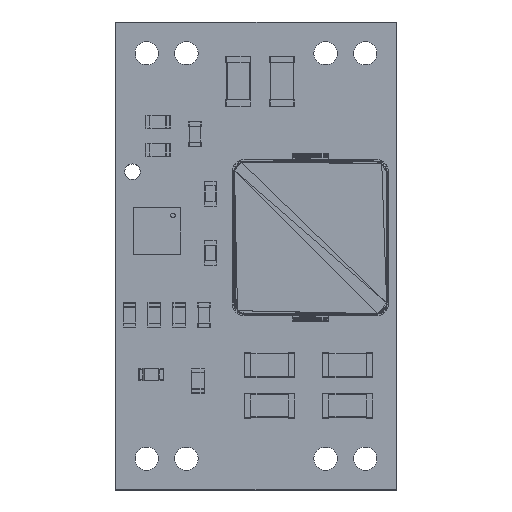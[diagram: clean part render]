
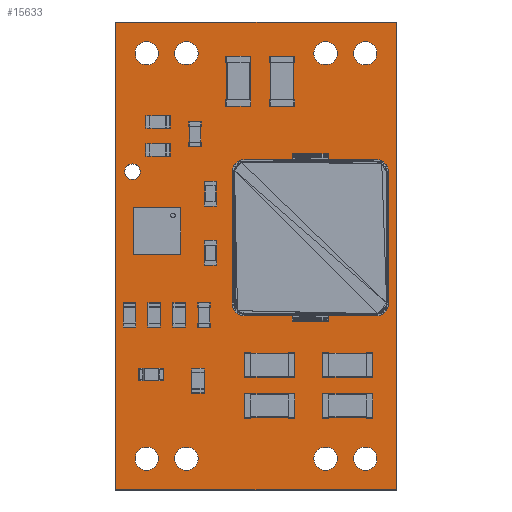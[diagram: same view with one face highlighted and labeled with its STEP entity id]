
A CAD part, top view. The second image highlights one B-rep face of the part: STEP entity #15633.
In plain terms, the highlighted planar face has unit normal (0, 0, 1).
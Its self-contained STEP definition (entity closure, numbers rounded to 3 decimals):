
#157=FACE_BOUND('',#2682,.T.);
#158=FACE_BOUND('',#2683,.T.);
#159=FACE_BOUND('',#2684,.T.);
#160=FACE_BOUND('',#2685,.T.);
#161=FACE_BOUND('',#2686,.T.);
#162=FACE_BOUND('',#2687,.T.);
#163=FACE_BOUND('',#2688,.T.);
#164=FACE_BOUND('',#2689,.T.);
#165=FACE_BOUND('',#2690,.T.);
#257=CIRCLE('',#16963,0.75);
#258=CIRCLE('',#16964,0.75);
#259=CIRCLE('',#16965,0.75);
#260=CIRCLE('',#16966,0.75);
#261=CIRCLE('',#16967,0.75);
#262=CIRCLE('',#16968,0.75);
#263=CIRCLE('',#16969,0.5);
#264=CIRCLE('',#16970,0.75);
#265=CIRCLE('',#16971,0.75);
#1581=FACE_OUTER_BOUND('',#2681,.T.);
#2681=EDGE_LOOP('',(#13473,#13474,#13475,#13476));
#2682=EDGE_LOOP('',(#13477));
#2683=EDGE_LOOP('',(#13478));
#2684=EDGE_LOOP('',(#13479));
#2685=EDGE_LOOP('',(#13480));
#2686=EDGE_LOOP('',(#13481));
#2687=EDGE_LOOP('',(#13482));
#2688=EDGE_LOOP('',(#13483));
#2689=EDGE_LOOP('',(#13484));
#2690=EDGE_LOOP('',(#13485));
#4588=LINE('',#25395,#6495);
#4592=LINE('',#25403,#6499);
#4594=LINE('',#25407,#6501);
#4598=LINE('',#25432,#6505);
#6495=VECTOR('',#21241,1.);
#6499=VECTOR('',#21247,1.);
#6501=VECTOR('',#21251,1.);
#6505=VECTOR('',#21277,1.);
#7480=VERTEX_POINT('',#25392);
#7481=VERTEX_POINT('',#25394);
#7484=VERTEX_POINT('',#25401);
#7485=VERTEX_POINT('',#25406);
#7496=VERTEX_POINT('',#25433);
#7497=VERTEX_POINT('',#25435);
#7498=VERTEX_POINT('',#25437);
#7499=VERTEX_POINT('',#25439);
#7500=VERTEX_POINT('',#25441);
#7501=VERTEX_POINT('',#25443);
#7502=VERTEX_POINT('',#25445);
#7503=VERTEX_POINT('',#25447);
#7504=VERTEX_POINT('',#25449);
#9474=EDGE_CURVE('',#7480,#7481,#4588,.T.);
#9478=EDGE_CURVE('',#7484,#7480,#4592,.T.);
#9480=EDGE_CURVE('',#7481,#7485,#4594,.T.);
#9493=EDGE_CURVE('',#7485,#7484,#4598,.T.);
#9494=EDGE_CURVE('',#7496,#7496,#257,.T.);
#9495=EDGE_CURVE('',#7497,#7497,#258,.T.);
#9496=EDGE_CURVE('',#7498,#7498,#259,.T.);
#9497=EDGE_CURVE('',#7499,#7499,#260,.T.);
#9498=EDGE_CURVE('',#7500,#7500,#261,.T.);
#9499=EDGE_CURVE('',#7501,#7501,#262,.T.);
#9500=EDGE_CURVE('',#7502,#7502,#263,.T.);
#9501=EDGE_CURVE('',#7503,#7503,#264,.T.);
#9502=EDGE_CURVE('',#7504,#7504,#265,.T.);
#13473=ORIENTED_EDGE('',*,*,#9474,.F.);
#13474=ORIENTED_EDGE('',*,*,#9478,.F.);
#13475=ORIENTED_EDGE('',*,*,#9493,.F.);
#13476=ORIENTED_EDGE('',*,*,#9480,.F.);
#13477=ORIENTED_EDGE('',*,*,#9494,.F.);
#13478=ORIENTED_EDGE('',*,*,#9495,.F.);
#13479=ORIENTED_EDGE('',*,*,#9496,.F.);
#13480=ORIENTED_EDGE('',*,*,#9497,.F.);
#13481=ORIENTED_EDGE('',*,*,#9498,.F.);
#13482=ORIENTED_EDGE('',*,*,#9499,.F.);
#13483=ORIENTED_EDGE('',*,*,#9500,.F.);
#13484=ORIENTED_EDGE('',*,*,#9501,.F.);
#13485=ORIENTED_EDGE('',*,*,#9502,.F.);
#14558=PLANE('',#16962);
#15633=ADVANCED_FACE('',(#1581,#157,#158,#159,#160,#161,#162,#163,#164,
#165),#14558,.F.);
#16962=AXIS2_PLACEMENT_3D('',#25431,#21275,#21276);
#16963=AXIS2_PLACEMENT_3D('',#25434,#21278,#21279);
#16964=AXIS2_PLACEMENT_3D('',#25436,#21280,#21281);
#16965=AXIS2_PLACEMENT_3D('',#25438,#21282,#21283);
#16966=AXIS2_PLACEMENT_3D('',#25440,#21284,#21285);
#16967=AXIS2_PLACEMENT_3D('',#25442,#21286,#21287);
#16968=AXIS2_PLACEMENT_3D('',#25444,#21288,#21289);
#16969=AXIS2_PLACEMENT_3D('',#25446,#21290,#21291);
#16970=AXIS2_PLACEMENT_3D('',#25448,#21292,#21293);
#16971=AXIS2_PLACEMENT_3D('',#25450,#21294,#21295);
#21241=DIRECTION('',(0.,1.,0.));
#21247=DIRECTION('',(-1.,0.,0.));
#21251=DIRECTION('',(1.,0.,0.));
#21275=DIRECTION('center_axis',(0.,0.,-1.));
#21276=DIRECTION('ref_axis',(-1.,0.,0.));
#21277=DIRECTION('',(0.,-1.,0.));
#21278=DIRECTION('center_axis',(0.,0.,1.));
#21279=DIRECTION('ref_axis',(1.,0.,0.));
#21280=DIRECTION('center_axis',(0.,0.,1.));
#21281=DIRECTION('ref_axis',(1.,0.,0.));
#21282=DIRECTION('center_axis',(0.,0.,1.));
#21283=DIRECTION('ref_axis',(1.,0.,0.));
#21284=DIRECTION('center_axis',(0.,0.,1.));
#21285=DIRECTION('ref_axis',(1.,0.,0.));
#21286=DIRECTION('center_axis',(0.,0.,1.));
#21287=DIRECTION('ref_axis',(1.,0.,0.));
#21288=DIRECTION('center_axis',(0.,0.,1.));
#21289=DIRECTION('ref_axis',(1.,0.,0.));
#21290=DIRECTION('center_axis',(0.,0.,1.));
#21291=DIRECTION('ref_axis',(1.,0.,0.));
#21292=DIRECTION('center_axis',(0.,0.,1.));
#21293=DIRECTION('ref_axis',(1.,0.,0.));
#21294=DIRECTION('center_axis',(0.,0.,1.));
#21295=DIRECTION('ref_axis',(1.,0.,0.));
#25392=CARTESIAN_POINT('',(0.,-30.,1.6));
#25394=CARTESIAN_POINT('',(0.,0.,1.6));
#25395=CARTESIAN_POINT('',(0.,-30.,1.6));
#25401=CARTESIAN_POINT('',(18.,-30.,1.6));
#25403=CARTESIAN_POINT('',(18.,-30.,1.6));
#25406=CARTESIAN_POINT('',(18.,0.,1.6));
#25407=CARTESIAN_POINT('',(0.,0.,1.6));
#25431=CARTESIAN_POINT('Origin',(9.,-15.,1.6));
#25432=CARTESIAN_POINT('',(18.,0.,1.6));
#25433=CARTESIAN_POINT('',(15.25,-28.,1.6));
#25434=CARTESIAN_POINT('Origin',(16.,-28.,1.6));
#25435=CARTESIAN_POINT('',(12.71,-28.,1.6));
#25436=CARTESIAN_POINT('Origin',(13.46,-28.,1.6));
#25437=CARTESIAN_POINT('',(3.79,-28.,1.6));
#25438=CARTESIAN_POINT('Origin',(4.54,-28.,1.6));
#25439=CARTESIAN_POINT('',(1.25,-28.,1.6));
#25440=CARTESIAN_POINT('Origin',(2.,-28.,1.6));
#25441=CARTESIAN_POINT('',(15.25,-2.,1.6));
#25442=CARTESIAN_POINT('Origin',(16.,-2.,1.6));
#25443=CARTESIAN_POINT('',(12.71,-2.,1.6));
#25444=CARTESIAN_POINT('Origin',(13.46,-2.,1.6));
#25445=CARTESIAN_POINT('',(0.575,-9.6,1.6));
#25446=CARTESIAN_POINT('Origin',(1.075,-9.6,1.6));
#25447=CARTESIAN_POINT('',(3.79,-2.,1.6));
#25448=CARTESIAN_POINT('Origin',(4.54,-2.,1.6));
#25449=CARTESIAN_POINT('',(1.25,-2.,1.6));
#25450=CARTESIAN_POINT('Origin',(2.,-2.,1.6));
